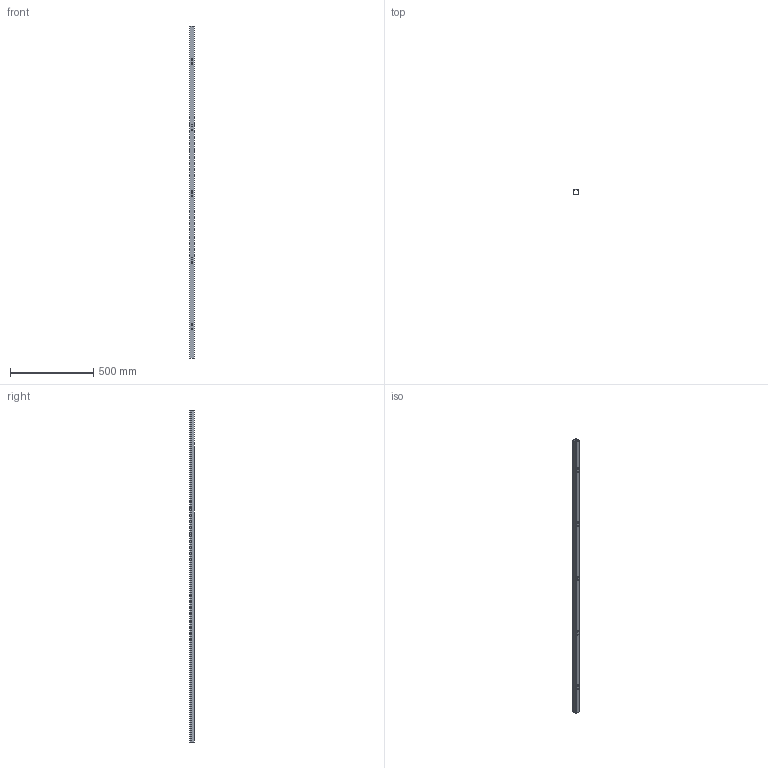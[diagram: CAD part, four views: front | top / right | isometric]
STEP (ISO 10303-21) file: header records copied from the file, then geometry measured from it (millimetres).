
FILE_DESCRIPTION (( 'STEP AP214' ), '1' );
FILE_NAME ('6246985.stp', '2021-07-13T09:39:49', ( '' ), ( '' ), 'SwSTEP 2.0', 'SolidWorks 2020', '' );
FILE_SCHEMA (( 'AUTOMOTIVE_DESIGN' ));
Length unit declared in the file: millimetre
Products named in the file (3): 6246985; 154011_Standard; BKS 03.002-035_Standard
Assembly tree (2 placements, depth 2):
  6246985
    154011_Standard
    BKS 03.002-035_Standard
Bounding box: 30 x 29.99 x 2000 mm (x, y, z)
Volume: 158584.2 mm3; surface area: 638637.1 mm2
Topology: 2 solids, 2 shells, 144 faces, 332 edges, 192 vertices
Faces by surface type: plane 100, cylinder 44
Entity records: 4110 total; most frequent: DIRECTION 718, CARTESIAN_POINT 673, ORIENTED_EDGE 664, EDGE_CURVE 332, VECTOR 244, LINE 244, AXIS2_PLACEMENT_3D 237, VERTEX_POINT 192
